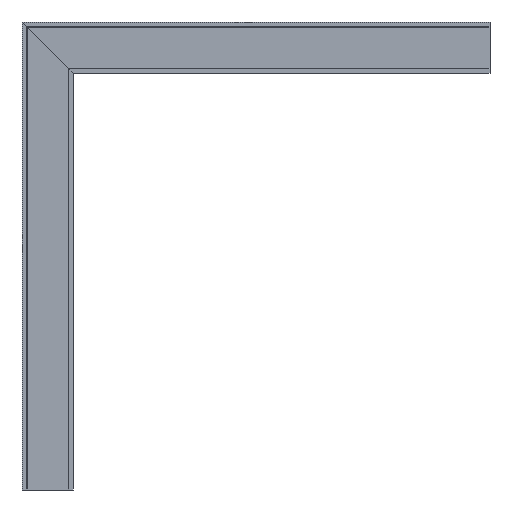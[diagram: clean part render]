
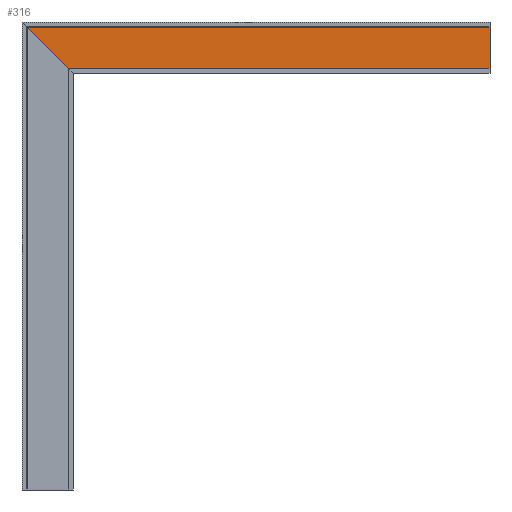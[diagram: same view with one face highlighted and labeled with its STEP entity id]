
A CAD part, front view. The second image highlights one B-rep face of the part: STEP entity #316.
In plain terms, the highlighted planar face has unit normal (0, -1, 0).
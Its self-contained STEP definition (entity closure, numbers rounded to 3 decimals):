
#20 = CARTESIAN_POINT ( 'NONE',  ( 0., -2., -2.2 ) ) ;
#24 = ORIENTED_EDGE ( 'NONE', *, *, #332, .F. ) ;
#44 = VECTOR ( 'NONE', #765, 1000. ) ;
#60 = DIRECTION ( 'NONE',  ( 0., 0., -1. ) ) ;
#170 = DIRECTION ( 'NONE',  ( -0.707, 0., 0.707 ) ) ;
#194 = CARTESIAN_POINT ( 'NONE',  ( -197.8, -2., -2.2 ) ) ;
#222 = DIRECTION ( 'NONE',  ( 0., 1., 0. ) ) ;
#234 = CARTESIAN_POINT ( 'NONE',  ( 0., -2., -19.8 ) ) ;
#244 = VERTEX_POINT ( 'NONE', #757 ) ;
#282 = EDGE_CURVE ( 'NONE', #399, #372, #648, .T. ) ;
#294 = CARTESIAN_POINT ( 'NONE',  ( 0., -2., -19.8 ) ) ;
#301 = LINE ( 'NONE', #294, #698 ) ;
#316 = ADVANCED_FACE ( 'NONE', ( #700 ), #594, .F. ) ;
#329 = EDGE_CURVE ( 'NONE', #376, #372, #476, .T. ) ;
#332 = EDGE_CURVE ( 'NONE', #399, #244, #646, .T. ) ;
#339 = EDGE_CURVE ( 'NONE', #244, #376, #301, .T. ) ;
#372 = VERTEX_POINT ( 'NONE', #194 ) ;
#376 = VERTEX_POINT ( 'NONE', #730 ) ;
#399 = VERTEX_POINT ( 'NONE', #20 ) ;
#407 = CARTESIAN_POINT ( 'NONE',  ( 0., -2., -19.8 ) ) ;
#415 = CARTESIAN_POINT ( 'NONE',  ( -90.1, -2., -109.9 ) ) ;
#476 = LINE ( 'NONE', #415, #602 ) ;
#529 = CARTESIAN_POINT ( 'NONE',  ( 0., -2., -2.2 ) ) ;
#534 = DIRECTION ( 'NONE',  ( 0., 0., 1. ) ) ;
#541 = VECTOR ( 'NONE', #60, 1000. ) ;
#594 = PLANE ( 'NONE',  #636 ) ;
#602 = VECTOR ( 'NONE', #170, 1000. ) ;
#621 = ORIENTED_EDGE ( 'NONE', *, *, #329, .F. ) ;
#627 = ORIENTED_EDGE ( 'NONE', *, *, #282, .T. ) ;
#636 = AXIS2_PLACEMENT_3D ( 'NONE', #234, #222, #534 ) ;
#646 = LINE ( 'NONE', #407, #541 ) ;
#648 = LINE ( 'NONE', #529, #44 ) ;
#677 = EDGE_LOOP ( 'NONE', ( #735, #24, #627, #621 ) ) ;
#698 = VECTOR ( 'NONE', #744, 1000. ) ;
#700 = FACE_OUTER_BOUND ( 'NONE', #677, .T. ) ;
#730 = CARTESIAN_POINT ( 'NONE',  ( -180.2, -2., -19.8 ) ) ;
#735 = ORIENTED_EDGE ( 'NONE', *, *, #339, .F. ) ;
#744 = DIRECTION ( 'NONE',  ( -1., 0., 0. ) ) ;
#757 = CARTESIAN_POINT ( 'NONE',  ( 0., -2., -19.8 ) ) ;
#765 = DIRECTION ( 'NONE',  ( -1., 0., 0. ) ) ;
